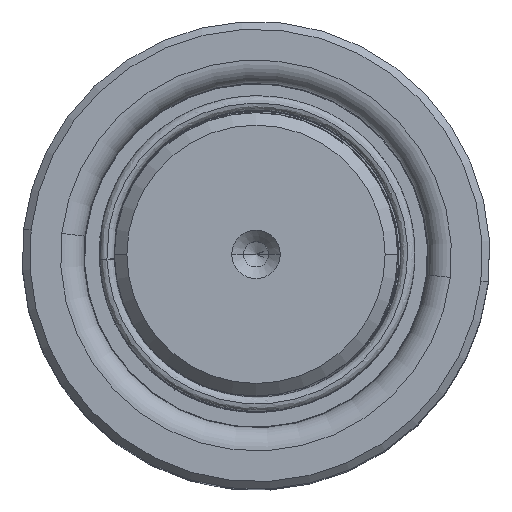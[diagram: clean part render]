
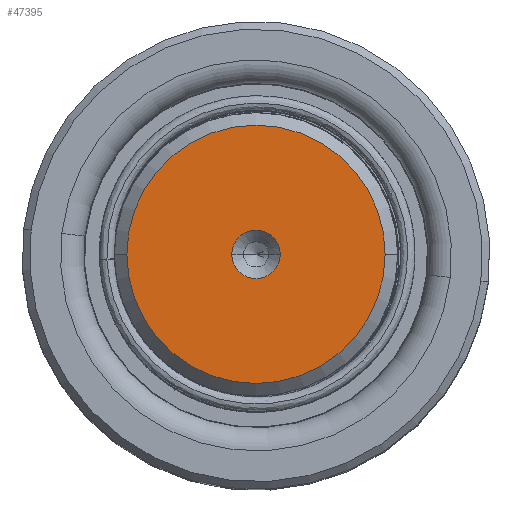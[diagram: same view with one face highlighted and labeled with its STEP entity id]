
A CAD part, top view. The second image highlights one B-rep face of the part: STEP entity #47395.
In plain terms, the highlighted planar face has unit normal (0, 0, 1).
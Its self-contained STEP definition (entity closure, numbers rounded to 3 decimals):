
#1229 = DIRECTION ( 'NONE',  ( 1., 0., 0. ) ) ;
#1584 = CARTESIAN_POINT ( 'NONE',  ( 0., 0., 200. ) ) ;
#2107 = EDGE_LOOP ( 'NONE', ( #51544, #8441 ) ) ;
#3814 = DIRECTION ( 'NONE',  ( 0., 0., 1. ) ) ;
#4253 = DIRECTION ( 'NONE',  ( 1., 0., 0. ) ) ;
#8441 = ORIENTED_EDGE ( 'NONE', *, *, #20217, .T. ) ;
#9493 = CARTESIAN_POINT ( 'NONE',  ( 3.85, 0., 200. ) ) ;
#10470 = EDGE_CURVE ( 'NONE', #11981, #18244, #45062, .T. ) ;
#10624 = FACE_BOUND ( 'NONE', #41562, .T. ) ;
#11981 = VERTEX_POINT ( 'NONE', #28476 ) ;
#13990 = AXIS2_PLACEMENT_3D ( 'NONE', #55589, #66185, #20181 ) ;
#18244 = VERTEX_POINT ( 'NONE', #60282 ) ;
#19738 = AXIS2_PLACEMENT_3D ( 'NONE', #1584, #28040, #27579 ) ;
#20181 = DIRECTION ( 'NONE',  ( 1., 0., 0. ) ) ;
#20217 = EDGE_CURVE ( 'NONE', #18244, #11981, #64835, .T. ) ;
#21791 = CARTESIAN_POINT ( 'NONE',  ( 0., 0., 200. ) ) ;
#22107 = DIRECTION ( 'NONE',  ( 0., 0., 1. ) ) ;
#23596 = VERTEX_POINT ( 'NONE', #9493 ) ;
#27579 = DIRECTION ( 'NONE',  ( 1., 0., 0. ) ) ;
#28040 = DIRECTION ( 'NONE',  ( 0., 0., 1. ) ) ;
#28148 = AXIS2_PLACEMENT_3D ( 'NONE', #21791, #63049, #1229 ) ;
#28476 = CARTESIAN_POINT ( 'NONE',  ( -20.514, 0., 200. ) ) ;
#28646 = CIRCLE ( 'NONE', #33666, 3.85 ) ;
#30320 = CIRCLE ( 'NONE', #28148, 3.85 ) ;
#33666 = AXIS2_PLACEMENT_3D ( 'NONE', #55911, #3814, #4253 ) ;
#34336 = EDGE_CURVE ( 'NONE', #47152, #23596, #28646, .T. ) ;
#34893 = FACE_OUTER_BOUND ( 'NONE', #2107, .T. ) ;
#37098 = AXIS2_PLACEMENT_3D ( 'NONE', #42402, #22107, #52492 ) ;
#41562 = EDGE_LOOP ( 'NONE', ( #65707, #42746 ) ) ;
#42402 = CARTESIAN_POINT ( 'NONE',  ( 0., 0., 200. ) ) ;
#42746 = ORIENTED_EDGE ( 'NONE', *, *, #34336, .F. ) ;
#45062 = CIRCLE ( 'NONE', #37098, 20.514 ) ;
#45626 = CARTESIAN_POINT ( 'NONE',  ( -3.85, 0., 200. ) ) ;
#47152 = VERTEX_POINT ( 'NONE', #45626 ) ;
#47395 = ADVANCED_FACE ( 'NONE', ( #10624, #34893 ), #58906, .T. ) ;
#51544 = ORIENTED_EDGE ( 'NONE', *, *, #10470, .T. ) ;
#52492 = DIRECTION ( 'NONE',  ( 1., 0., 0. ) ) ;
#55589 = CARTESIAN_POINT ( 'NONE',  ( 0., 0., 200. ) ) ;
#55911 = CARTESIAN_POINT ( 'NONE',  ( 0., 0., 200. ) ) ;
#58906 = PLANE ( 'NONE',  #19738 ) ;
#60282 = CARTESIAN_POINT ( 'NONE',  ( 20.514, 0., 200. ) ) ;
#60292 = EDGE_CURVE ( 'NONE', #23596, #47152, #30320, .T. ) ;
#63049 = DIRECTION ( 'NONE',  ( 0., 0., 1. ) ) ;
#64835 = CIRCLE ( 'NONE', #13990, 20.514 ) ;
#65707 = ORIENTED_EDGE ( 'NONE', *, *, #60292, .F. ) ;
#66185 = DIRECTION ( 'NONE',  ( 0., 0., 1. ) ) ;
